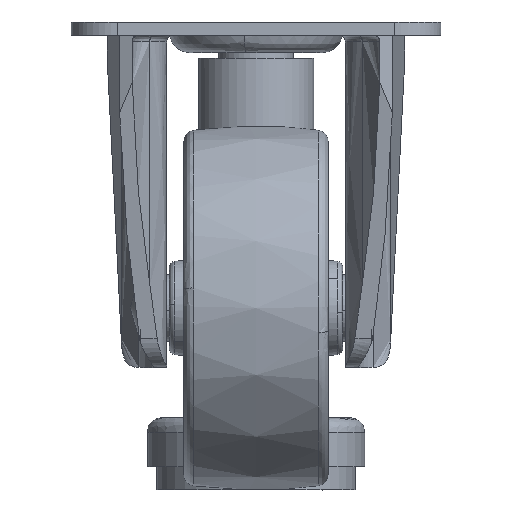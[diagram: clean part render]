
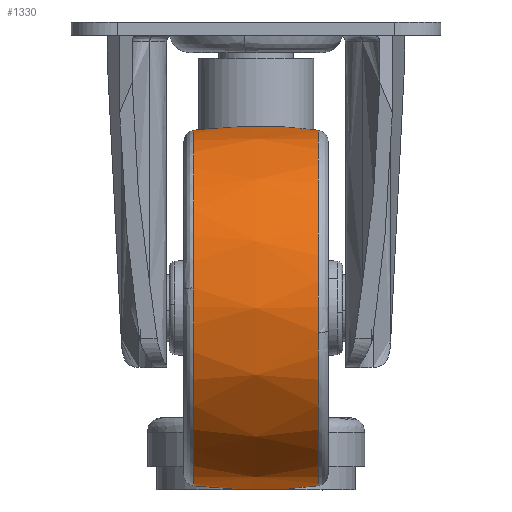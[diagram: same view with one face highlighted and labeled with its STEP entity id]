
A CAD part, left-side view. The second image highlights one B-rep face of the part: STEP entity #1330.
In plain terms, the highlighted free-form (B-spline) face has degree [2, 2] with [5, 5] control points.
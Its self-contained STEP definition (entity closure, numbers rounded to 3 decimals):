
#1064=CARTESIAN_POINT('',(0.,10.769,-30.772));
#1065=VERTEX_POINT('',#1064);
#1079=CARTESIAN_POINT('',(-30.575,10.769,3.473));
#1080=VERTEX_POINT('',#1079);
#1081=CARTESIAN_POINT('',(0.,10.769,-30.772));
#1082=CARTESIAN_POINT('',(-30.772,10.769,-30.772));
#1083=CARTESIAN_POINT('',(-30.772,10.769,0.));
#1084=CARTESIAN_POINT('',(-30.772,10.769,1.742));
#1085=CARTESIAN_POINT('',(-30.575,10.769,3.473));
#1093=(BOUNDED_CURVE()B_SPLINE_CURVE(2,(#1081,#1082,#1083,#1084,#1085),.UNSPECIFIED.,.F.,.U.)B_SPLINE_CURVE_WITH_KNOTS((3,2,3),(0.5,0.75,0.77),.UNSPECIFIED.)CURVE()GEOMETRIC_REPRESENTATION_ITEM()RATIONAL_B_SPLINE_CURVE((1.0,0.707,1.0,0.977,0.958))REPRESENTATION_ITEM(''));
#1094=EDGE_CURVE('',#1065,#1080,#1093,.T.);
#1139=CARTESIAN_POINT('',(0.,10.769,30.772));
#1140=VERTEX_POINT('',#1139);
#1141=CARTESIAN_POINT('',(-30.575,10.769,3.473));
#1142=CARTESIAN_POINT('',(-27.475,10.769,30.772));
#1143=CARTESIAN_POINT('',(0.,10.769,30.772));
#1151=(BOUNDED_CURVE()B_SPLINE_CURVE(2,(#1141,#1142,#1143),.UNSPECIFIED.,.F.,.U.)B_SPLINE_CURVE_WITH_KNOTS((3,3),(0.77,1.0),.UNSPECIFIED.)CURVE()GEOMETRIC_REPRESENTATION_ITEM()RATIONAL_B_SPLINE_CURVE((0.958,0.73,1.0))REPRESENTATION_ITEM(''));
#1152=EDGE_CURVE('',#1080,#1140,#1151,.T.);
#1206=CARTESIAN_POINT('',(0.,-10.769,30.772));
#1207=VERTEX_POINT('',#1206);
#1208=CARTESIAN_POINT('',(0.,10.769,30.772));
#1209=CARTESIAN_POINT('',(0.,7.313,31.242));
#1210=CARTESIAN_POINT('',(0.,0.114,31.743));
#1211=CARTESIAN_POINT('',(0.,-7.09,31.272));
#1212=CARTESIAN_POINT('',(0.,-10.769,30.772));
#1213=B_SPLINE_CURVE_WITH_KNOTS('',3,(#1208,#1209,#1210,#1211,#1212),.UNSPECIFIED.,.F.,.U.,(4,1,4),(0.,10.464,21.604),.UNSPECIFIED.);
#1214=EDGE_CURVE('',#1140,#1207,#1213,.T.);
#1231=CARTESIAN_POINT('',(0.,-10.769,-30.772));
#1232=VERTEX_POINT('',#1231);
#1248=CARTESIAN_POINT('',(0.,10.769,-30.772));
#1249=CARTESIAN_POINT('',(0.,6.532,-31.348));
#1250=CARTESIAN_POINT('',(0.,-0.681,-31.743));
#1251=CARTESIAN_POINT('',(0.,-7.87,-31.166));
#1252=CARTESIAN_POINT('',(0.,-10.769,-30.772));
#1253=B_SPLINE_CURVE_WITH_KNOTS('',3,(#1248,#1249,#1250,#1251,#1252),.UNSPECIFIED.,.F.,.U.,(4,1,4),(0.,12.827,21.604),.UNSPECIFIED.);
#1254=EDGE_CURVE('',#1065,#1232,#1253,.T.);
#1261=CARTESIAN_POINT('',(0.,11.852,-30.617));
#1262=CARTESIAN_POINT('',(0.,5.959,-31.5));
#1263=CARTESIAN_POINT('',(0.,0.0,-31.5));
#1264=CARTESIAN_POINT('',(0.,-5.959,-31.5));
#1265=CARTESIAN_POINT('',(0.,-11.852,-30.617));
#1266=CARTESIAN_POINT('',(-30.617,11.852,-30.617));
#1267=CARTESIAN_POINT('',(-31.5,5.959,-31.5));
#1268=CARTESIAN_POINT('',(-31.5,0.0,-31.5));
#1269=CARTESIAN_POINT('',(-31.5,-5.959,-31.5));
#1270=CARTESIAN_POINT('',(-30.617,-11.852,-30.617));
#1271=CARTESIAN_POINT('',(-30.617,11.852,0.0));
#1272=CARTESIAN_POINT('',(-31.5,5.959,0.0));
#1273=CARTESIAN_POINT('',(-31.5,0.0,0.0));
#1274=CARTESIAN_POINT('',(-31.5,-5.959,0.));
#1275=CARTESIAN_POINT('',(-30.617,-11.852,0.));
#1276=CARTESIAN_POINT('',(-30.617,11.852,30.617));
#1277=CARTESIAN_POINT('',(-31.5,5.959,31.5));
#1278=CARTESIAN_POINT('',(-31.5,0.0,31.5));
#1279=CARTESIAN_POINT('',(-31.5,-5.959,31.5));
#1280=CARTESIAN_POINT('',(-30.617,-11.852,30.617));
#1281=CARTESIAN_POINT('',(0.,11.852,30.617));
#1282=CARTESIAN_POINT('',(0.,5.959,31.5));
#1283=CARTESIAN_POINT('',(0.,0.0,31.5));
#1284=CARTESIAN_POINT('',(0.,-5.959,31.5));
#1285=CARTESIAN_POINT('',(0.,-11.852,30.617));
#1293=(BOUNDED_SURFACE()B_SPLINE_SURFACE(2,2,((#1261,#1266,#1271,#1276,#1281),(#1262,#1267,#1272,#1277,#1282),(#1263,#1268,#1273,#1278,#1283),(#1264,#1269,#1274,#1279,#1284),(#1265,#1270,#1275,#1280,#1285)),.UNSPECIFIED.,.F.,.F.,.U.)B_SPLINE_SURFACE_WITH_KNOTS((3,2,3),(3,2,3),(0.0,12.059,24.118),(0.0,52.191,104.382),.UNSPECIFIED.)GEOMETRIC_REPRESENTATION_ITEM()RATIONAL_B_SPLINE_SURFACE(((0.971,0.687,0.971,0.687,0.971),(0.983,0.695,0.983,0.695,0.983),(1.0,0.707,1.0,0.707,1.0),(0.983,0.695,0.983,0.695,0.983),(0.971,0.687,0.971,0.687,0.971)))REPRESENTATION_ITEM('')SURFACE());
#1294=ORIENTED_EDGE('',*,*,#1214,.F.);
#1295=ORIENTED_EDGE('',*,*,#1152,.F.);
#1296=ORIENTED_EDGE('',*,*,#1094,.F.);
#1297=ORIENTED_EDGE('',*,*,#1254,.T.);
#1298=CARTESIAN_POINT('',(-30.478,-10.769,-4.24));
#1299=VERTEX_POINT('',#1298);
#1300=CARTESIAN_POINT('',(0.,-10.769,-30.772));
#1301=CARTESIAN_POINT('',(-26.787,-10.769,-30.772));
#1302=CARTESIAN_POINT('',(-30.478,-10.769,-4.24));
#1310=(BOUNDED_CURVE()B_SPLINE_CURVE(2,(#1300,#1301,#1302),.UNSPECIFIED.,.F.,.U.)B_SPLINE_CURVE_WITH_KNOTS((3,3),(0.5,0.726),.UNSPECIFIED.)CURVE()GEOMETRIC_REPRESENTATION_ITEM()RATIONAL_B_SPLINE_CURVE((1.0,0.735,0.95))REPRESENTATION_ITEM(''));
#1311=EDGE_CURVE('',#1232,#1299,#1310,.T.);
#1312=ORIENTED_EDGE('',*,*,#1311,.T.);
#1313=CARTESIAN_POINT('',(-30.478,-10.769,-4.24));
#1314=CARTESIAN_POINT('',(-30.772,-10.769,-2.13));
#1315=CARTESIAN_POINT('',(-30.772,-10.769,0.));
#1316=CARTESIAN_POINT('',(-30.772,-10.769,30.772));
#1317=CARTESIAN_POINT('',(0.,-10.769,30.772));
#1325=(BOUNDED_CURVE()B_SPLINE_CURVE(2,(#1313,#1314,#1315,#1316,#1317),.UNSPECIFIED.,.F.,.U.)B_SPLINE_CURVE_WITH_KNOTS((3,2,3),(0.726,0.75,1.0),.UNSPECIFIED.)CURVE()GEOMETRIC_REPRESENTATION_ITEM()RATIONAL_B_SPLINE_CURVE((0.95,0.972,1.0,0.707,1.0))REPRESENTATION_ITEM(''));
#1326=EDGE_CURVE('',#1299,#1207,#1325,.T.);
#1327=ORIENTED_EDGE('',*,*,#1326,.T.);
#1328=EDGE_LOOP('',(#1294,#1295,#1296,#1297,#1312,#1327));
#1329=FACE_OUTER_BOUND('',#1328,.T.);
#1330=ADVANCED_FACE('',(#1329),#1293,.T.);
